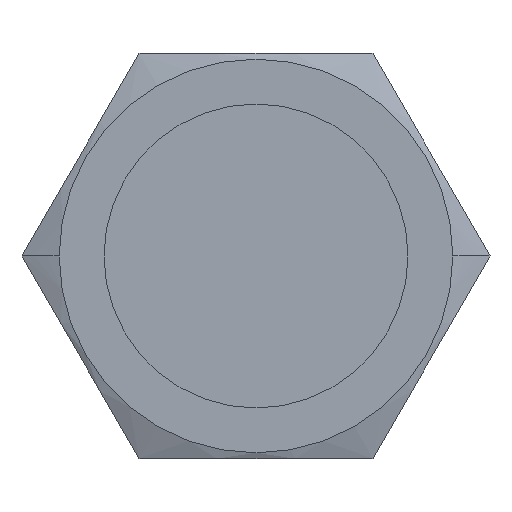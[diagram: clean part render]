
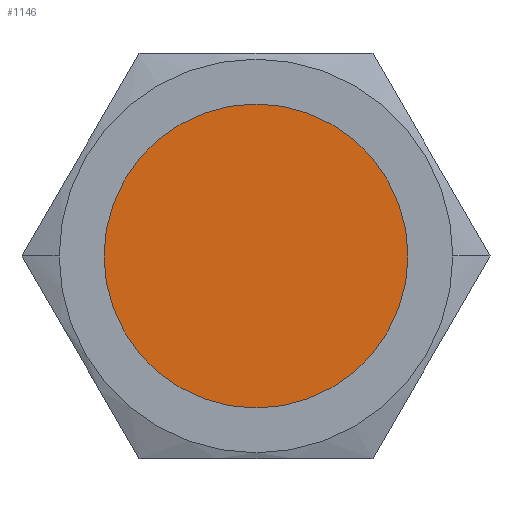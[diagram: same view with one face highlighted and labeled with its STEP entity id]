
A CAD part, left-side view. The second image highlights one B-rep face of the part: STEP entity #1146.
In plain terms, the highlighted planar face has unit normal (-1, 0, 0).
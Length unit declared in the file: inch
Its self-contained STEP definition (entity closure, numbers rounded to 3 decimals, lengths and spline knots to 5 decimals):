
#39 = DIRECTION ( 'NONE',  ( 1., 0., 0. ) ) ;
#65 = AXIS2_PLACEMENT_3D ( 'NONE', #1588, #339, #1724 ) ;
#88 = CARTESIAN_POINT ( 'NONE',  ( -16.85317, 0., 0.84684 ) ) ;
#99 = VERTEX_POINT ( 'NONE', #88 ) ;
#166 = FACE_OUTER_BOUND ( 'NONE', #338, .T. ) ;
#184 = DIRECTION ( 'NONE',  ( 0., 1., 0. ) ) ;
#301 = ORIENTED_EDGE ( 'NONE', *, *, #334, .T. ) ;
#334 = EDGE_CURVE ( 'NONE', #99, #608, #1128, .T. ) ;
#338 = EDGE_LOOP ( 'NONE', ( #1212, #301 ) ) ;
#339 = DIRECTION ( 'NONE',  ( -1., 0., 0. ) ) ;
#545 = AXIS2_PLACEMENT_3D ( 'NONE', #1714, #1299, #600 ) ;
#600 = DIRECTION ( 'NONE',  ( 0., 0., -1. ) ) ;
#608 = VERTEX_POINT ( 'NONE', #665 ) ;
#665 = CARTESIAN_POINT ( 'NONE',  ( -16.85317, 0., 1.5555 ) ) ;
#738 = EDGE_CURVE ( 'NONE', #99, #608, #1705, .T. ) ;
#829 = PLANE ( 'NONE',  #1244 ) ;
#970 = CARTESIAN_POINT ( 'NONE',  ( -16.85317, 0., 1.20117 ) ) ;
#1128 = CIRCLE ( 'NONE', #65, 0.35433 ) ;
#1146 = ADVANCED_FACE ( 'NONE', ( #166 ), #829, .F. ) ;
#1212 = ORIENTED_EDGE ( 'NONE', *, *, #738, .F. ) ;
#1244 = AXIS2_PLACEMENT_3D ( 'NONE', #970, #39, #184 ) ;
#1299 = DIRECTION ( 'NONE',  ( 1., 0., 0. ) ) ;
#1588 = CARTESIAN_POINT ( 'NONE',  ( -16.85317, 0., 1.20117 ) ) ;
#1705 = CIRCLE ( 'NONE', #545, 0.35433 ) ;
#1714 = CARTESIAN_POINT ( 'NONE',  ( -16.85317, 0., 1.20117 ) ) ;
#1724 = DIRECTION ( 'NONE',  ( 0., 0., -1. ) ) ;
